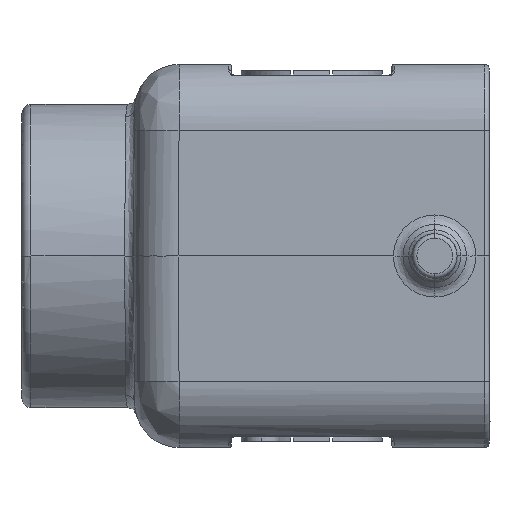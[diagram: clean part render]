
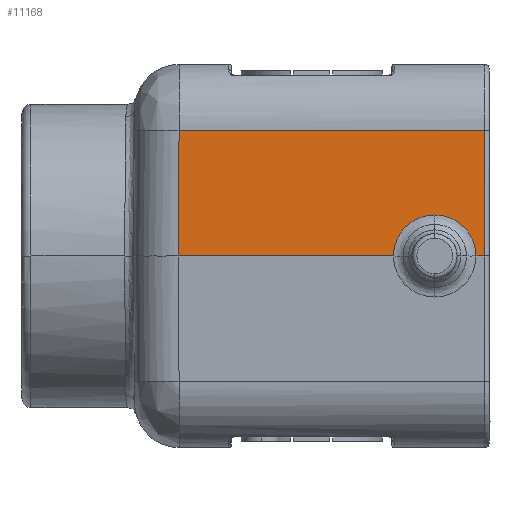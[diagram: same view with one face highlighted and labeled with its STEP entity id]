
A CAD part, left-side view. The second image highlights one B-rep face of the part: STEP entity #11168.
In plain terms, the highlighted planar face has unit normal (-1, 0, 0.009).
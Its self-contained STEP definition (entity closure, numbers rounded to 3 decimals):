
#898=CARTESIAN_POINT('',(-29.877,34.877,14.065));
#945=DIRECTION('',(0.,1.,0.));
#946=VECTOR('',#945,34.277);
#947=CARTESIAN_POINT('',(-29.877,0.6,14.065));
#948=LINE('',#947,#946);
#1268=DIRECTION('',(0.009,0.,1.));
#1269=VECTOR('',#1268,14.066);
#1270=CARTESIAN_POINT('',(-30.,0.6,0.));
#1271=LINE('',#1270,#1269);
#1275=CARTESIAN_POINT('',(-30.,1.579,
0.));
#1276=CARTESIAN_POINT('',(-29.997,1.58,
0.353));
#1277=CARTESIAN_POINT('',(-29.991,1.661,1.038));
#1278=CARTESIAN_POINT('',(-29.982,2.009,2.022));
#1279=CARTESIAN_POINT('',(-29.975,2.564,2.898));
#1280=CARTESIAN_POINT('',(-29.968,3.299,3.629));
#1281=CARTESIAN_POINT('',(-29.964,4.177,4.181));
#1282=CARTESIAN_POINT('',(-29.961,5.162,4.526));
#1283=CARTESIAN_POINT('',(-29.96,5.847,4.605));
#1284=CARTESIAN_POINT('',(-29.96,6.2,4.605));
#1289=CARTESIAN_POINT('',(-29.96,6.2,4.605));
#1290=CARTESIAN_POINT('',(-29.96,6.553,4.604));
#1291=CARTESIAN_POINT('',(-29.961,7.238,4.526));
#1292=CARTESIAN_POINT('',(-29.964,8.223,4.181));
#1293=CARTESIAN_POINT('',(-29.968,9.101,3.629));
#1294=CARTESIAN_POINT('',(-29.975,9.836,2.897));
#1295=CARTESIAN_POINT('',(-29.982,10.391,2.022));
#1296=CARTESIAN_POINT('',(-29.991,10.739,1.038));
#1297=CARTESIAN_POINT('',(-29.997,10.821,
0.353));
#1298=CARTESIAN_POINT('',(-30.,10.821,
0.));
#1303=DIRECTION('',(0.009,-0.009,1.));
#1304=VECTOR('',#1303,14.067);
#1305=CARTESIAN_POINT('',(-30.,35.,
0.));
#1306=LINE('',#1305,#1304);
#1317=DIRECTION('',(0.,-1.,0.));
#1318=VECTOR('',#1317,24.179);
#1319=CARTESIAN_POINT('',(-30.,35.,
0.));
#1320=LINE('',#1319,#1318);
#1352=DIRECTION('',(0.,-1.,0.));
#1353=VECTOR('',#1352,0.979);
#1354=CARTESIAN_POINT('',(-30.,1.579,
0.));
#1355=LINE('',#1354,#1353);
#8972=VERTEX_POINT('',#898);
#8978=CARTESIAN_POINT('',(-29.877,0.6,14.065));
#8979=VERTEX_POINT('',#8978);
#9013=CARTESIAN_POINT('',(-30.,0.6,0.));
#9014=VERTEX_POINT('',#9013);
#9015=CARTESIAN_POINT('',(-30.,1.579,
0.));
#9016=VERTEX_POINT('',#9015);
#9017=VERTEX_POINT('',#1284);
#9018=VERTEX_POINT('',#1298);
#9019=CARTESIAN_POINT('',(-30.,35.,
0.));
#9020=VERTEX_POINT('',#9019);
#11149=CARTESIAN_POINT('',(-30.,40.,0.));
#11150=DIRECTION('',(-1.,0.,0.009));
#11151=DIRECTION('',(0.,-1.,0.));
#11152=AXIS2_PLACEMENT_3D('',#11149,#11150,#11151);
#11153=PLANE('',#11152);
#11154=ORIENTED_EDGE('',*,*,#11140,.F.);
#11156=ORIENTED_EDGE('',*,*,#11155,.F.);
#11158=ORIENTED_EDGE('',*,*,#11157,.T.);
#11160=ORIENTED_EDGE('',*,*,#11159,.T.);
#11162=ORIENTED_EDGE('',*,*,#11161,.F.);
#11164=ORIENTED_EDGE('',*,*,#11163,.T.);
#11165=ORIENTED_EDGE('',*,*,#10815,.F.);
#11166=EDGE_LOOP('',(#11154,#11156,#11158,#11160,#11162,#11164,#11165));
#11167=FACE_OUTER_BOUND('',#11166,.F.);
#1285=B_SPLINE_CURVE_WITH_KNOTS('',3,(#1275,#1276,#1277,#1278,#1279,#1280,#1281,
#1282,#1283,#1284),.UNSPECIFIED.,.F.,.F.,(4,1,1,1,1,1,1,4),(0.,
0.143,0.286,0.429,0.571,
0.714,0.857,1.),.UNSPECIFIED.);
#1299=B_SPLINE_CURVE_WITH_KNOTS('',3,(#1289,#1290,#1291,#1292,#1293,#1294,#1295,
#1296,#1297,#1298),.UNSPECIFIED.,.F.,.F.,(4,1,1,1,1,1,1,4),(0.,
0.143,0.286,0.429,0.571,
0.714,0.857,1.),.UNSPECIFIED.);
#10815=EDGE_CURVE('',#8979,#8972,#948,.T.);
#11140=EDGE_CURVE('',#9014,#8979,#1271,.T.);
#11155=EDGE_CURVE('',#9016,#9014,#1355,.T.);
#11157=EDGE_CURVE('',#9016,#9017,#1285,.T.);
#11159=EDGE_CURVE('',#9017,#9018,#1299,.T.);
#11161=EDGE_CURVE('',#9020,#9018,#1320,.T.);
#11163=EDGE_CURVE('',#9020,#8972,#1306,.T.);
#11168=ADVANCED_FACE('',(#11167),#11153,.T.);
